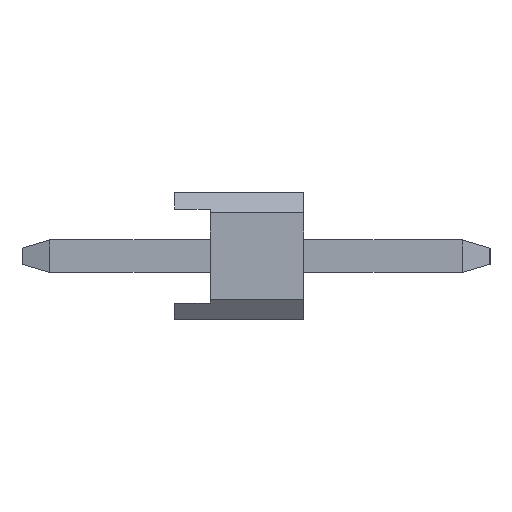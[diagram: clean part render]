
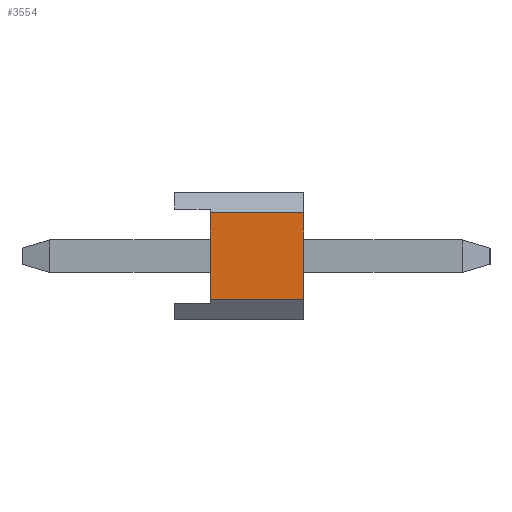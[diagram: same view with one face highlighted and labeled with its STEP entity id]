
A CAD part, left-side view. The second image highlights one B-rep face of the part: STEP entity #3554.
In plain terms, the highlighted planar face has unit normal (-1, 0, 0).
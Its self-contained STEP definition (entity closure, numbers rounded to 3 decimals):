
#3438=VERTEX_POINT('',#9062);
#3554=ADVANCED_FACE('',(#9191),#9192,.T.);
#3758=EDGE_CURVE('',#3438,#4152,#9410,.T.);
#4152=VERTEX_POINT('',#9845);
#4586=EDGE_CURVE('',#6506,#5340,#10331,.T.);
#5340=VERTEX_POINT('',#11159);
#6506=VERTEX_POINT('',#12442);
#7756=EDGE_CURVE('',#6506,#4152,#13826,.T.);
#7840=EDGE_CURVE('',#5340,#3438,#13918,.T.);
#9062=CARTESIAN_POINT('',(-22.76,-2.54,-0.851));
#9191=FACE_OUTER_BOUND('',#15660,.T.);
#9192=PLANE('',#15661);
#9410=LINE('',#15994,#15995);
#9845=CARTESIAN_POINT('',(-22.76,-2.54,0.851));
#10331=LINE('',#17317,#17318);
#11159=CARTESIAN_POINT('',(-22.76,-0.7,-0.851));
#12442=CARTESIAN_POINT('',(-22.76,-0.7,0.851));
#13826=LINE('',#22378,#22379);
#13918=LINE('',#22522,#22523);
#15660=EDGE_LOOP('',(#24294,#24295,#24296,#24297));
#15661=AXIS2_PLACEMENT_3D('',#24298,#24299,#24300);
#15994=CARTESIAN_POINT('',(-22.76,-2.54,0.851));
#15995=VECTOR('',#24474,1.0);
#17317=CARTESIAN_POINT('',(-22.76,-0.7,-0.426));
#17318=VECTOR('',#25449,1.0);
#22378=CARTESIAN_POINT('',(-22.76,0.,0.851));
#22379=VECTOR('',#28972,1.0);
#22522=CARTESIAN_POINT('',(-22.76,0.,-0.851));
#22523=VECTOR('',#29064,1.0);
#24294=ORIENTED_EDGE('',*,*,#4586,.T.);
#24295=ORIENTED_EDGE('',*,*,#7840,.T.);
#24296=ORIENTED_EDGE('',*,*,#3758,.T.);
#24297=ORIENTED_EDGE('',*,*,#7756,.F.);
#24298=CARTESIAN_POINT('',(-22.76,0.,-0.851));
#24299=DIRECTION('',(-1.0,0.0,0.0));
#24300=DIRECTION('',(0.0,0.,-1.0));
#24474=DIRECTION('',(0.0,0.,1.0));
#25449=DIRECTION('',(0.0,0.,-1.0));
#28972=DIRECTION('',(0.0,-1.0,0.));
#29064=DIRECTION('',(0.0,-1.0,0.));
